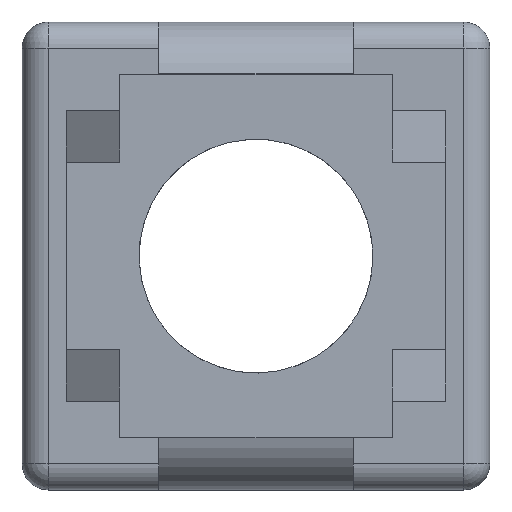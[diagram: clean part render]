
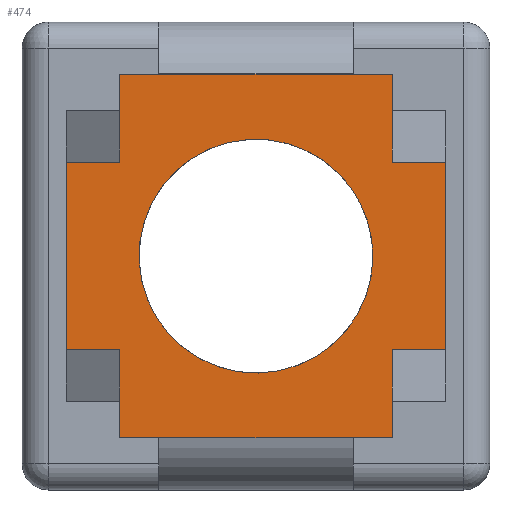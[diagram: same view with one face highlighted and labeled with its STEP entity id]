
A CAD part, top view. The second image highlights one B-rep face of the part: STEP entity #474.
In plain terms, the highlighted planar face has unit normal (0, 0, 1).
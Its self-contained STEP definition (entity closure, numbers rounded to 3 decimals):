
#327=CARTESIAN_POINT('',(-12.656,-11.5,0.693));
#328=DIRECTION('',(0.,0.,1.));
#329=DIRECTION('',(-1.,0.,0.));
#330=AXIS2_PLACEMENT_3D('',#327,#328,#329);
#331=PLANE('',#330);
#332=CARTESIAN_POINT('',(2.026,-8.318,0.693));
#333=VERTEX_POINT('',#332);
#334=CARTESIAN_POINT('',(3.344,-11.5,0.693));
#335=VERTEX_POINT('',#334);
#336=CARTESIAN_POINT('',(-1.156,-11.5,0.693));
#337=DIRECTION('',(0.,0.,1.));
#338=DIRECTION('',(1.,0.,-0.));
#339=AXIS2_PLACEMENT_3D('',#336,#337,#338);
#340=CIRCLE('',#339,4.5);
#341=EDGE_CURVE('',#333,#335,#340,.T.);
#342=ORIENTED_EDGE('',*,*,#341,.F.);
#343=CARTESIAN_POINT('',(-1.156,-11.5,0.693));
#344=DIRECTION('',(0.,0.,1.));
#345=DIRECTION('',(1.,0.,-0.));
#346=AXIS2_PLACEMENT_3D('',#343,#344,#345);
#347=CIRCLE('',#346,4.5);
#348=EDGE_CURVE('',#335,#333,#347,.T.);
#349=ORIENTED_EDGE('',*,*,#348,.F.);
#350=EDGE_LOOP('',(#342,#349));
#351=FACE_BOUND('',#350,.T.);
#352=CARTESIAN_POINT('',(4.094,-16.125,0.693));
#353=VERTEX_POINT('',#352);
#354=CARTESIAN_POINT('',(4.094,-18.5,0.693));
#355=VERTEX_POINT('',#354);
#356=CARTESIAN_POINT('',(4.094,-16.125,0.693));
#357=DIRECTION('',(0.,-1.,0.));
#358=VECTOR('',#357,2.375);
#359=LINE('',#356,#358);
#360=EDGE_CURVE('',#353,#355,#359,.T.);
#361=ORIENTED_EDGE('',*,*,#360,.F.);
#362=CARTESIAN_POINT('',(4.094,-15.1,0.693));
#363=VERTEX_POINT('',#362);
#364=CARTESIAN_POINT('',(4.094,-15.1,0.693));
#365=DIRECTION('',(0.,-1.,0.));
#366=VECTOR('',#365,1.025);
#367=LINE('',#364,#366);
#368=EDGE_CURVE('',#363,#353,#367,.T.);
#369=ORIENTED_EDGE('',*,*,#368,.F.);
#370=CARTESIAN_POINT('',(6.144,-15.1,0.693));
#371=VERTEX_POINT('',#370);
#372=CARTESIAN_POINT('',(6.144,-15.1,0.693));
#373=DIRECTION('',(-1.,0.,0.));
#374=VECTOR('',#373,2.05);
#375=LINE('',#372,#374);
#376=EDGE_CURVE('',#371,#363,#375,.T.);
#377=ORIENTED_EDGE('',*,*,#376,.F.);
#378=CARTESIAN_POINT('',(6.144,-11.5,0.693));
#379=VERTEX_POINT('',#378);
#380=CARTESIAN_POINT('',(6.144,-11.5,0.693));
#381=DIRECTION('',(-0.,-1.,0.));
#382=VECTOR('',#381,3.6);
#383=LINE('',#380,#382);
#384=EDGE_CURVE('',#379,#371,#383,.T.);
#385=ORIENTED_EDGE('',*,*,#384,.F.);
#386=CARTESIAN_POINT('',(6.144,-7.9,0.693));
#387=VERTEX_POINT('',#386);
#388=CARTESIAN_POINT('',(6.144,-7.9,0.693));
#389=DIRECTION('',(-0.,-1.,0.));
#390=VECTOR('',#389,3.6);
#391=LINE('',#388,#390);
#392=EDGE_CURVE('',#387,#379,#391,.T.);
#393=ORIENTED_EDGE('',*,*,#392,.F.);
#394=CARTESIAN_POINT('',(4.094,-7.9,0.693));
#395=VERTEX_POINT('',#394);
#396=CARTESIAN_POINT('',(4.094,-7.9,0.693));
#397=DIRECTION('',(1.,-0.,-0.));
#398=VECTOR('',#397,2.05);
#399=LINE('',#396,#398);
#400=EDGE_CURVE('',#395,#387,#399,.T.);
#401=ORIENTED_EDGE('',*,*,#400,.F.);
#402=CARTESIAN_POINT('',(4.094,-6.875,0.693));
#403=VERTEX_POINT('',#402);
#404=CARTESIAN_POINT('',(4.094,-6.875,0.693));
#405=DIRECTION('',(0.,-1.,0.));
#406=VECTOR('',#405,1.025);
#407=LINE('',#404,#406);
#408=EDGE_CURVE('',#403,#395,#407,.T.);
#409=ORIENTED_EDGE('',*,*,#408,.F.);
#410=CARTESIAN_POINT('',(4.094,-4.5,0.693));
#411=VERTEX_POINT('',#410);
#412=CARTESIAN_POINT('',(4.094,-4.5,0.693));
#413=DIRECTION('',(0.,-1.,0.));
#414=VECTOR('',#413,2.375);
#415=LINE('',#412,#414);
#416=EDGE_CURVE('',#411,#403,#415,.T.);
#417=ORIENTED_EDGE('',*,*,#416,.F.);
#418=CARTESIAN_POINT('',(-6.406,-4.5,0.693));
#419=VERTEX_POINT('',#418);
#420=CARTESIAN_POINT('',(-6.406,-4.5,0.693));
#421=DIRECTION('',(1.,-0.,-0.));
#422=VECTOR('',#421,10.5);
#423=LINE('',#420,#422);
#424=EDGE_CURVE('',#419,#411,#423,.T.);
#425=ORIENTED_EDGE('',*,*,#424,.F.);
#426=CARTESIAN_POINT('',(-6.406,-7.9,0.693));
#427=VERTEX_POINT('',#426);
#428=CARTESIAN_POINT('',(-6.406,-7.9,0.693));
#429=DIRECTION('',(0.,1.,-0.));
#430=VECTOR('',#429,3.4);
#431=LINE('',#428,#430);
#432=EDGE_CURVE('',#427,#419,#431,.T.);
#433=ORIENTED_EDGE('',*,*,#432,.F.);
#434=CARTESIAN_POINT('',(-8.456,-7.9,0.693));
#435=VERTEX_POINT('',#434);
#436=CARTESIAN_POINT('',(-8.456,-7.9,0.693));
#437=DIRECTION('',(1.,-0.,-0.));
#438=VECTOR('',#437,2.05);
#439=LINE('',#436,#438);
#440=EDGE_CURVE('',#435,#427,#439,.T.);
#441=ORIENTED_EDGE('',*,*,#440,.F.);
#442=CARTESIAN_POINT('',(-8.456,-15.1,0.693));
#443=VERTEX_POINT('',#442);
#444=CARTESIAN_POINT('',(-8.456,-15.1,0.693));
#445=DIRECTION('',(0.,1.,-0.));
#446=VECTOR('',#445,7.2);
#447=LINE('',#444,#446);
#448=EDGE_CURVE('',#443,#435,#447,.T.);
#449=ORIENTED_EDGE('',*,*,#448,.F.);
#450=CARTESIAN_POINT('',(-6.406,-15.1,0.693));
#451=VERTEX_POINT('',#450);
#452=CARTESIAN_POINT('',(-6.406,-15.1,0.693));
#453=DIRECTION('',(-1.,0.,0.));
#454=VECTOR('',#453,2.05);
#455=LINE('',#452,#454);
#456=EDGE_CURVE('',#451,#443,#455,.T.);
#457=ORIENTED_EDGE('',*,*,#456,.F.);
#458=CARTESIAN_POINT('',(-6.406,-18.5,0.693));
#459=VERTEX_POINT('',#458);
#460=CARTESIAN_POINT('',(-6.406,-18.5,0.693));
#461=DIRECTION('',(0.,1.,-0.));
#462=VECTOR('',#461,3.4);
#463=LINE('',#460,#462);
#464=EDGE_CURVE('',#459,#451,#463,.T.);
#465=ORIENTED_EDGE('',*,*,#464,.F.);
#466=CARTESIAN_POINT('',(4.094,-18.5,0.693));
#467=DIRECTION('',(-1.,0.,0.));
#468=VECTOR('',#467,10.5);
#469=LINE('',#466,#468);
#470=EDGE_CURVE('',#355,#459,#469,.T.);
#471=ORIENTED_EDGE('',*,*,#470,.F.);
#472=EDGE_LOOP('',(#361,#369,#377,#385,#393,#401,#409,#417,#425,#433,#441,#449,#457,#465,#471));
#473=FACE_BOUND('',#472,.T.);
#474=ADVANCED_FACE('',(#351,#473),#331,.T.);
